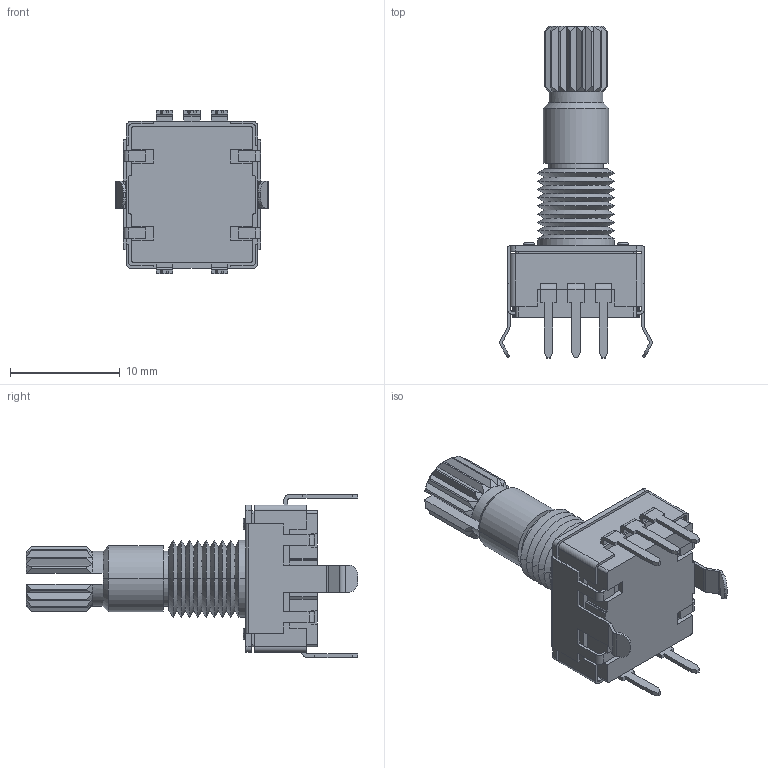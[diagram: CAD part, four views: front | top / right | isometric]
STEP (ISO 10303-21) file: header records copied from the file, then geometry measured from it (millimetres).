
FILE_DESCRIPTION((''),'2;1');
FILE_NAME('PEC11R-4220K_L13-8_W12-4_H26-5','2019-01-15T',('Dragos'),(''),'PRO/ENGINEER BY PARAMETRIC TECHNOLOGY CORPORATION, 2004440','PRO/ENGINEER BY PARAMETRIC TECHNOLOGY CORPORATION, 2004440','');
FILE_SCHEMA(('AUTOMOTIVE_DESIGN { 1 0 10303 214 1 1 1 1 }'));
Length unit declared in the file: millimetre
Products named in the file (1): PEC11R-4220K_L13-8_W12-4_H26-5
Bounding box: 13.86 x 30.2 x 14.85 mm (x, y, z)
Volume: 1539.4 mm3; surface area: 1555 mm2
Topology: 1 solids, 1 shells, 421 faces, 1147 edges, 740 vertices
Faces by surface type: plane 253, cylinder 92, cone 68, torus 8
Entity records: 17932 total; most frequent: CARTESIAN_POINT 2496, ORIENTED_EDGE 2280, DIRECTION 2203, PRESENTATION_STYLE_ASSIGNMENT 1250, STYLED_ITEM 1149, CURVE_STYLE 1148, EDGE_CURVE 1140, VECTOR 791
